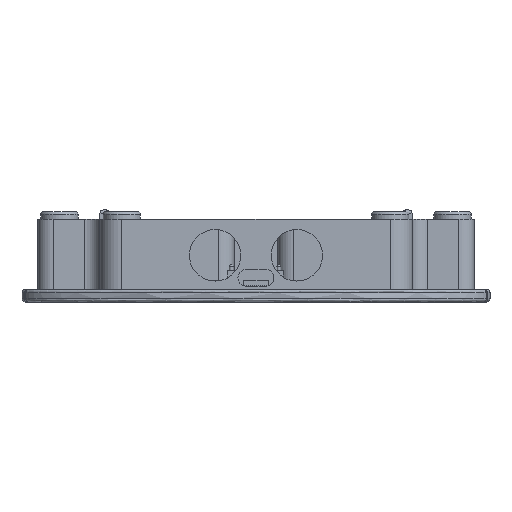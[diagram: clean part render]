
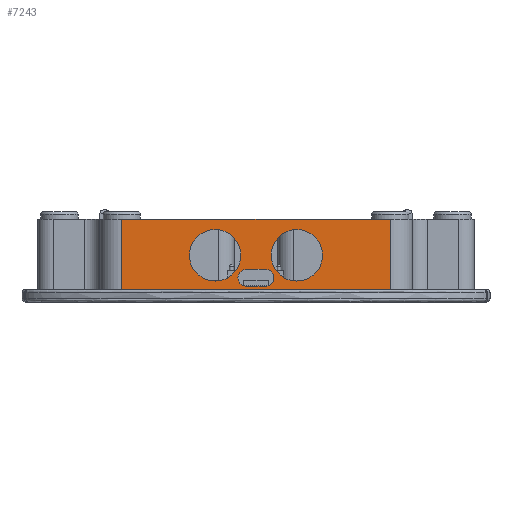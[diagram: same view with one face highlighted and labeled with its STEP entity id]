
A CAD part, left-side view. The second image highlights one B-rep face of the part: STEP entity #7243.
In plain terms, the highlighted planar face has unit normal (-1, 0, 0).
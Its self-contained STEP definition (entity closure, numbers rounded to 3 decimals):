
#171=FACE_BOUND('',#2713,.T.);
#172=FACE_BOUND('',#2714,.T.);
#173=FACE_BOUND('',#2715,.T.);
#379=PLANE('',#8005);
#462=LINE('',#10544,#1108);
#519=LINE('',#10745,#1165);
#524=LINE('',#10763,#1170);
#979=LINE('',#12315,#1625);
#981=LINE('',#12323,#1627);
#1011=LINE('',#12762,#1657);
#1108=VECTOR('',#8359,10.);
#1165=VECTOR('',#8548,10.);
#1170=VECTOR('',#8565,10.);
#1625=VECTOR('',#9942,10.);
#1627=VECTOR('',#9952,10.);
#1657=VECTOR('',#10108,4.3);
#2199=FACE_OUTER_BOUND('',#2712,.T.);
#2712=EDGE_LOOP('',(#6642,#6643,#6644,#6645));
#2713=EDGE_LOOP('',(#6646));
#2714=EDGE_LOOP('',(#6647));
#2715=EDGE_LOOP('',(#6648,#6649,#6650,#6651));
#3069=CIRCLE('',#7937,2.75);
#3070=CIRCLE('',#7940,2.75);
#3072=CIRCLE('',#7944,8.25);
#3074=CIRCLE('',#7951,8.25);
#3216=VERTEX_POINT('',#10541);
#3217=VERTEX_POINT('',#10543);
#3277=VERTEX_POINT('',#10743);
#3284=VERTEX_POINT('',#10762);
#3729=VERTEX_POINT('',#12302);
#3732=VERTEX_POINT('',#12307);
#3734=VERTEX_POINT('',#12313);
#3736=VERTEX_POINT('',#12318);
#3737=VERTEX_POINT('',#12326);
#3743=VERTEX_POINT('',#12348);
#3902=EDGE_CURVE('',#3216,#3217,#462,.T.);
#3991=EDGE_CURVE('',#3277,#3216,#519,.T.);
#3999=EDGE_CURVE('',#3277,#3284,#524,.T.);
#4681=EDGE_CURVE('',#3729,#3732,#3069,.T.);
#4684=EDGE_CURVE('',#3732,#3734,#979,.T.);
#4686=EDGE_CURVE('',#3734,#3736,#3070,.T.);
#4688=EDGE_CURVE('',#3736,#3729,#981,.T.);
#4690=EDGE_CURVE('',#3737,#3737,#3072,.T.);
#4701=EDGE_CURVE('',#3743,#3743,#3074,.T.);
#4744=EDGE_CURVE('',#3217,#3284,#1011,.T.);
#6642=ORIENTED_EDGE('',*,*,#3991,.F.);
#6643=ORIENTED_EDGE('',*,*,#3999,.T.);
#6644=ORIENTED_EDGE('',*,*,#4744,.F.);
#6645=ORIENTED_EDGE('',*,*,#3902,.F.);
#6646=ORIENTED_EDGE('',*,*,#4701,.T.);
#6647=ORIENTED_EDGE('',*,*,#4690,.T.);
#6648=ORIENTED_EDGE('',*,*,#4684,.T.);
#6649=ORIENTED_EDGE('',*,*,#4686,.T.);
#6650=ORIENTED_EDGE('',*,*,#4688,.T.);
#6651=ORIENTED_EDGE('',*,*,#4681,.T.);
#7243=ADVANCED_FACE('',(#2199,#171,#172,#173),#379,.F.);
#7937=AXIS2_PLACEMENT_3D('',#12309,#9936,#9937);
#7940=AXIS2_PLACEMENT_3D('',#12320,#9946,#9947);
#7944=AXIS2_PLACEMENT_3D('',#12327,#9956,#9957);
#7951=AXIS2_PLACEMENT_3D('',#12349,#9979,#9980);
#8005=AXIS2_PLACEMENT_3D('',#12761,#10106,#10107);
#8359=DIRECTION('',(0.,0.,1.));
#8548=DIRECTION('',(0.,1.,0.));
#8565=DIRECTION('',(0.,0.,1.));
#9936=DIRECTION('center_axis',(1.,0.,0.));
#9937=DIRECTION('ref_axis',(0.,0.,
-1.));
#9942=DIRECTION('',(0.,1.,0.));
#9946=DIRECTION('center_axis',(1.,0.,0.));
#9947=DIRECTION('ref_axis',(0.,0.,
-1.));
#9952=DIRECTION('',(0.,-1.,0.));
#9956=DIRECTION('center_axis',(1.,0.,0.));
#9957=DIRECTION('ref_axis',(0.,0.,
-1.));
#9979=DIRECTION('center_axis',(1.,0.,0.));
#9980=DIRECTION('ref_axis',(0.,0.,
-1.));
#10106=DIRECTION('center_axis',(1.,0.,0.));
#10107=DIRECTION('ref_axis',(0.,0.,-1.));
#10108=DIRECTION('',(0.,-1.,0.));
#10541=CARTESIAN_POINT('',(-95.,51.,4.));
#10543=CARTESIAN_POINT('',(-95.,51.,26.5));
#10544=CARTESIAN_POINT('',(-95.,51.,4.));
#10743=CARTESIAN_POINT('',(-95.,-35.,4.));
#10745=CARTESIAN_POINT('',(-95.,8.,4.));
#10762=CARTESIAN_POINT('',(-95.,-35.,26.5));
#10763=CARTESIAN_POINT('',(-95.,-35.,4.));
#12302=CARTESIAN_POINT('',(-95.,5.031,10.512));
#12307=CARTESIAN_POINT('',(-95.,5.031,5.012));
#12309=CARTESIAN_POINT('Origin',(-95.,4.981,7.762));
#12313=CARTESIAN_POINT('',(-95.,11.031,5.012));
#12315=CARTESIAN_POINT('',(-95.,8.015,5.012));
#12318=CARTESIAN_POINT('',(-95.,11.031,10.512));
#12320=CARTESIAN_POINT('Origin',(-95.,11.031,7.762));
#12323=CARTESIAN_POINT('',(-95.,8.015,10.512));
#12326=CARTESIAN_POINT('',(-95.,21.081,23.212));
#12327=CARTESIAN_POINT('Origin',(-95.,21.081,14.962));
#12348=CARTESIAN_POINT('',(-95.,-5.069,23.212));
#12349=CARTESIAN_POINT('Origin',(-95.,-5.069,14.962));
#12761=CARTESIAN_POINT('Origin',(-95.,8.,15.25));
#12762=CARTESIAN_POINT('',(-95.,8.,26.5));
